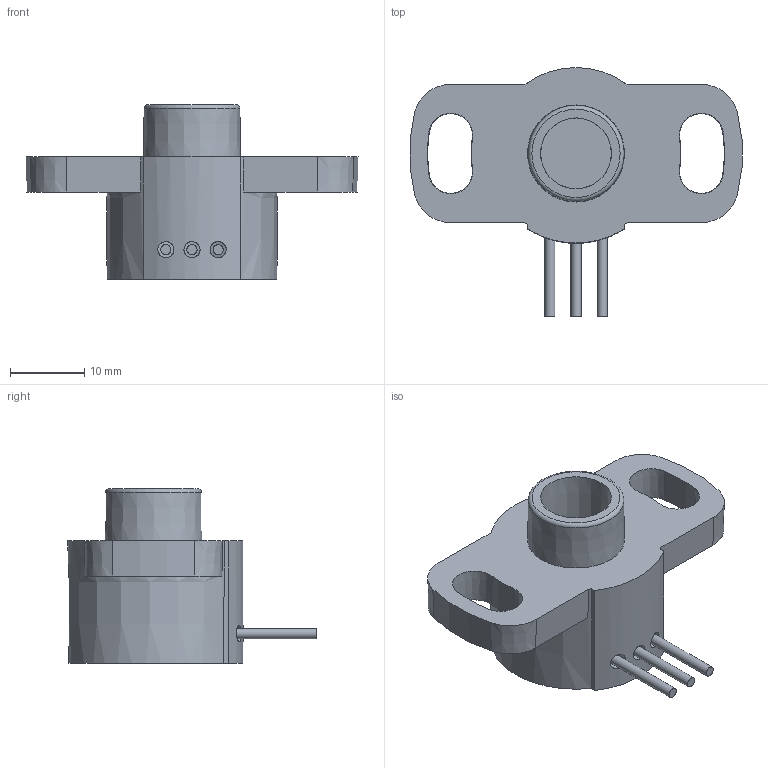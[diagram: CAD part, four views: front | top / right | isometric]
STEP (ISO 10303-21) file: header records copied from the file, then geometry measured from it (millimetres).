
FILE_DESCRIPTION(/* description */ (''),/* implementation_level */ '2;1');
FILE_NAME(/* name */ 'WDA-D22-A.stp',/* time_stamp */ '2021-03-30T16:07:36+08:00',/* author */ (''),/* organization */ (''),/* preprocessor_version */ 'ST-DEVELOPER v16',/* originating_system */ 'SIEMENS PLM Software NX 10.0',/* authorisation */ '');
FILE_SCHEMA (('AUTOMOTIVE_DESIGN { 1 0 10303 214 3 1 1 1 }'));
Length unit declared in the file: millimetre
Products named in the file (1): Admi137C48A0rbjh
Bounding box: 44.76 x 33.53 x 23.56 mm (x, y, z)
Volume: 4875.6 mm3; surface area: 6126.8 mm2
Topology: 5 solids, 5 shells, 67 faces, 161 edges, 109 vertices
Faces by surface type: plane 30, cone 19, cylinder 11, extrusion 3, bspline 3, torus 1
Full cylindrical faces by diameter (mm): 2.175 x3, 10.876 x1, 12.89 x1, 19.939 x1, 21.046 x1
Entity records: 3132 total; most frequent: CARTESIAN_POINT 1594, DIRECTION 303, ORIENTED_EDGE 268, EDGE_CURVE 134, AXIS2_PLACEMENT_3D 129, EDGE_LOOP 107, VERTEX_POINT 99, FACE_BOUND 69
